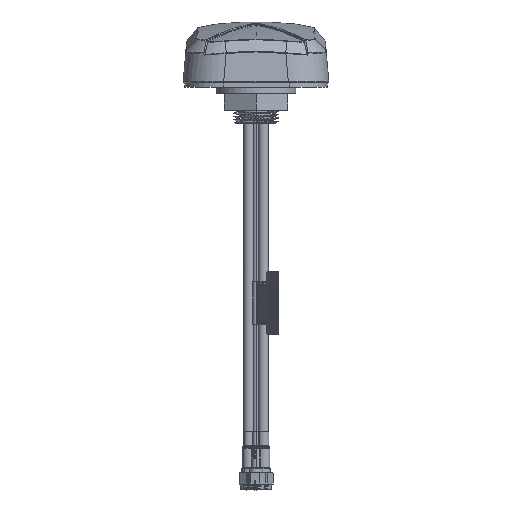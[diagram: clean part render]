
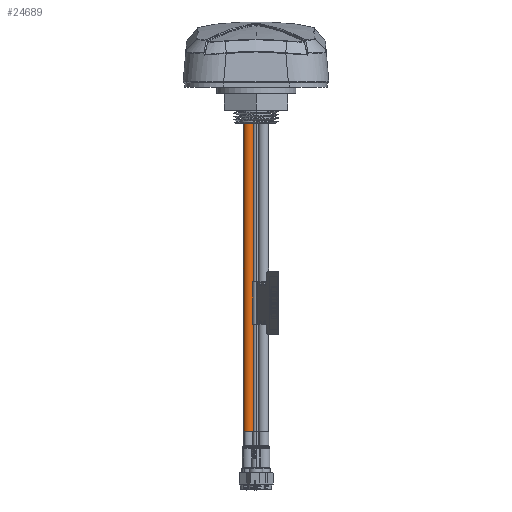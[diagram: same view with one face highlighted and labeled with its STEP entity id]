
A CAD part, front view. The second image highlights one B-rep face of the part: STEP entity #24689.
In plain terms, the highlighted cylindrical face has radius 2.5 mm (diameter 5 mm), a partial arc.
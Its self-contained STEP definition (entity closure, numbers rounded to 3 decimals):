
#3860 = VERTEX_POINT ( 'NONE', #20164 ) ;
#4165 = VECTOR ( 'NONE', #24842, 1000. ) ;
#5357 = ORIENTED_EDGE ( 'NONE', *, *, #19649, .F. ) ;
#5654 = CARTESIAN_POINT ( 'NONE',  ( -3.471, 1.128, 9.6 ) ) ;
#5966 = ORIENTED_EDGE ( 'NONE', *, *, #35086, .T. ) ;
#6130 = ORIENTED_EDGE ( 'NONE', *, *, #11915, .F. ) ;
#6957 = VERTEX_POINT ( 'NONE', #7681 ) ;
#7681 = CARTESIAN_POINT ( 'NONE',  ( -1.009, 1.562, -185.4 ) ) ;
#7821 = DIRECTION ( 'NONE',  ( 0., 0., 1. ) ) ;
#8208 = EDGE_LOOP ( 'NONE', ( #5357, #6130, #5966, #31969 ) ) ;
#11809 = CARTESIAN_POINT ( 'NONE',  ( -1.009, 1.562, -185.4 ) ) ;
#11915 = EDGE_CURVE ( 'NONE', #6957, #3860, #39521, .T. ) ;
#13823 = FACE_OUTER_BOUND ( 'NONE', #8208, .T. ) ;
#16554 = DIRECTION ( 'NONE',  ( 0., 0., 1. ) ) ;
#18017 = CARTESIAN_POINT ( 'NONE',  ( -5.933, 0.694, -185.4 ) ) ;
#19331 = DIRECTION ( 'NONE',  ( 0., 0., -1. ) ) ;
#19649 = EDGE_CURVE ( 'NONE', #3860, #43635, #37900, .T. ) ;
#20164 = CARTESIAN_POINT ( 'NONE',  ( -5.933, 0.694, -185.4 ) ) ;
#20837 = DIRECTION ( 'NONE',  ( 0., 0., -1. ) ) ;
#21767 = VERTEX_POINT ( 'NONE', #24048 ) ;
#23015 = CYLINDRICAL_SURFACE ( 'NONE', #40416, 2.5 ) ;
#23802 = AXIS2_PLACEMENT_3D ( 'NONE', #5654, #19331, #43660 ) ;
#23880 = CARTESIAN_POINT ( 'NONE',  ( -3.471, 1.128, -185.4 ) ) ;
#24048 = CARTESIAN_POINT ( 'NONE',  ( -1.009, 1.562, 9.6 ) ) ;
#24689 = ADVANCED_FACE ( 'NONE', ( #13823 ), #23015, .T. ) ;
#24842 = DIRECTION ( 'NONE',  ( 0., 0., 1. ) ) ;
#26331 = VECTOR ( 'NONE', #7821, 1000. ) ;
#26731 = CARTESIAN_POINT ( 'NONE',  ( -3.471, 1.128, -185.4 ) ) ;
#28973 = CIRCLE ( 'NONE', #23802, 2.5 ) ;
#30077 = DIRECTION ( 'NONE',  ( 0.985, 0.174, 0. ) ) ;
#31969 = ORIENTED_EDGE ( 'NONE', *, *, #40635, .T. ) ;
#35086 = EDGE_CURVE ( 'NONE', #6957, #21767, #41029, .T. ) ;
#37900 = LINE ( 'NONE', #18017, #4165 ) ;
#38330 = DIRECTION ( 'NONE',  ( 0.985, 0.174, 0. ) ) ;
#39110 = CARTESIAN_POINT ( 'NONE',  ( -5.933, 0.694, 9.6 ) ) ;
#39521 = CIRCLE ( 'NONE', #44119, 2.5 ) ;
#40416 = AXIS2_PLACEMENT_3D ( 'NONE', #26731, #16554, #30077 ) ;
#40635 = EDGE_CURVE ( 'NONE', #21767, #43635, #28973, .T. ) ;
#41029 = LINE ( 'NONE', #11809, #26331 ) ;
#43635 = VERTEX_POINT ( 'NONE', #39110 ) ;
#43660 = DIRECTION ( 'NONE',  ( 0.985, 0.174, 0. ) ) ;
#44119 = AXIS2_PLACEMENT_3D ( 'NONE', #23880, #20837, #38330 ) ;
